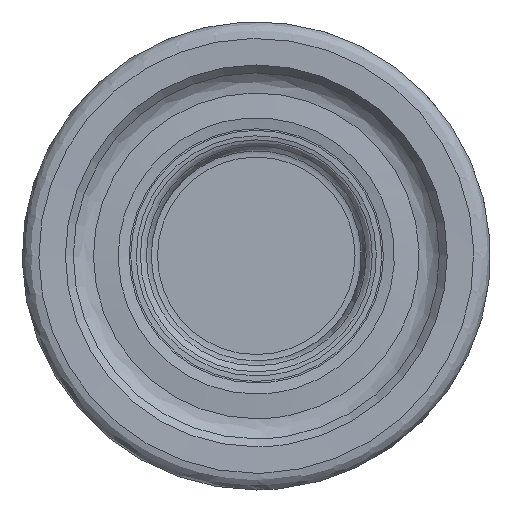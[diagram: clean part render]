
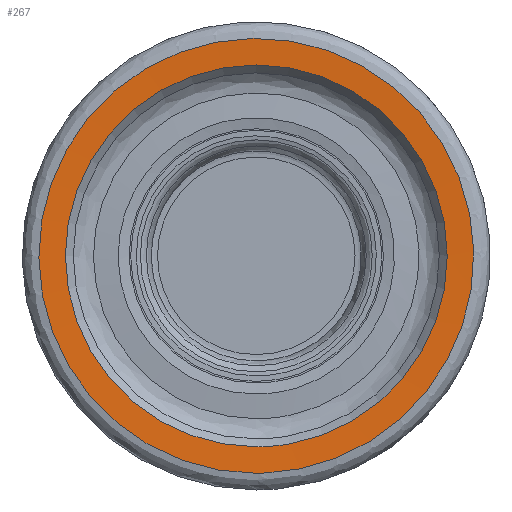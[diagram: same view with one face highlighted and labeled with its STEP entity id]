
A CAD part, left-side view. The second image highlights one B-rep face of the part: STEP entity #267.
In plain terms, the highlighted face is a revolution surface.
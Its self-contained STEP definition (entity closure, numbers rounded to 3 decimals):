
#32=SURFACE_OF_REVOLUTION('',#68,#50);
#50=AXIS1_PLACEMENT('',#858,#737);
#68=LINE('',#857,#78);
#78=VECTOR('',#736,1.254);
#267=ADVANCED_FACE('',(#323,#324),#32,.T.);
#323=FACE_BOUND('',#393,.T.);
#324=FACE_BOUND('',#394,.T.);
#393=EDGE_LOOP('',(#463));
#394=EDGE_LOOP('',(#464));
#463=ORIENTED_EDGE('',*,*,#551,.F.);
#464=ORIENTED_EDGE('',*,*,#552,.T.);
#516=VERTEX_POINT('',#854);
#517=VERTEX_POINT('',#856);
#551=EDGE_CURVE('',#516,#516,#586,.T.);
#552=EDGE_CURVE('',#517,#517,#587,.T.);
#586=CIRCLE('',#640,9.75);
#587=CIRCLE('',#641,8.561);
#640=AXIS2_PLACEMENT_3D('',#853,#732,#733);
#641=AXIS2_PLACEMENT_3D('',#855,#734,#735);
#732=DIRECTION('',(1.,0.,0.));
#733=DIRECTION('',(0.,0.,-1.));
#734=DIRECTION('',(1.,0.,0.));
#735=DIRECTION('',(0.,0.,-1.));
#736=DIRECTION('',(-0.031,-0.962,-0.272));
#737=DIRECTION('',(1.,0.,0.));
#853=CARTESIAN_POINT('',(-0.002,0.,0.));
#854=CARTESIAN_POINT('',(-0.002,0.,-9.75));
#855=CARTESIAN_POINT('',(0.038,0.,0.));
#856=CARTESIAN_POINT('',(0.038,0.,-8.561));
#857=CARTESIAN_POINT('',(0.038,-8.542,0.579));
#858=CARTESIAN_POINT('',(30.,0.,0.));
